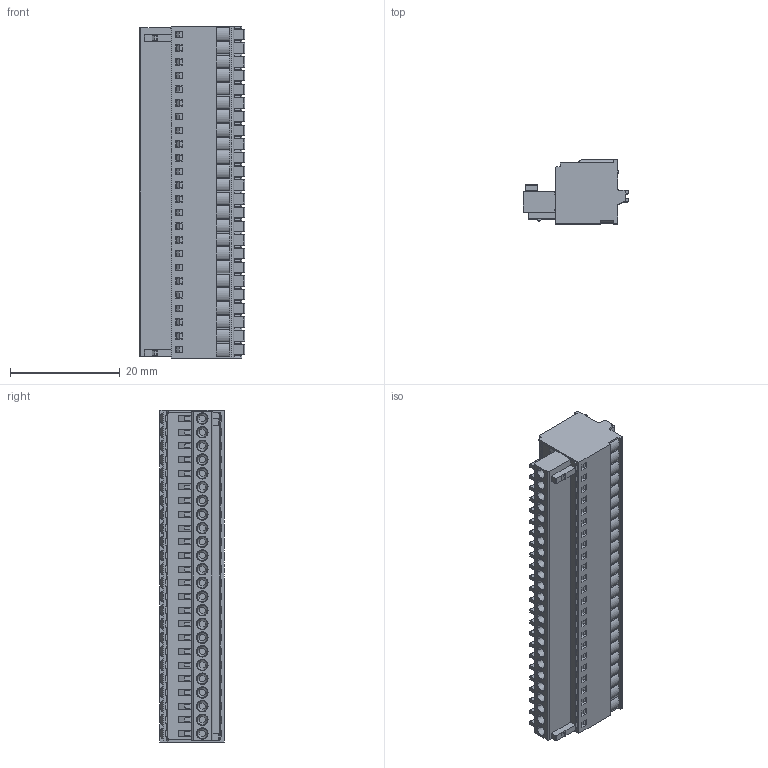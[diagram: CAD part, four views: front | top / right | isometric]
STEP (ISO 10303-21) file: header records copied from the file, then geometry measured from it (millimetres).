
FILE_DESCRIPTION((''),'2;1');
FILE_NAME('TLPS-006-03P','2024-09-14T',('sheji'),(''),'PRO/ENGINEER BY PARAMETRIC TECHNOLOGY CORPORATION, 2015240','PRO/ENGINEER BY PARAMETRIC TECHNOLOGY CORPORATION, 2015240','');
FILE_SCHEMA(('CONFIG_CONTROL_DESIGN'));
Products named in the file (1): TLPS-006-03P
Bounding box: 19.2 x 11.75 x 60.6 mm (x, y, z)
Volume: 8492.3 mm3; surface area: 6610.4 mm2
Topology: 1 solids, 24 shells, 2604 faces, 7018 edges, 4630 vertices
Faces by surface type: plane 1844, cylinder 568, cone 120, torus 48, sphere 24
Entity records: 82446 total; most frequent: CARTESIAN_POINT 15884, ORIENTED_EDGE 14036, DIRECTION 13534, EDGE_CURVE 7018, VECTOR 5422, LINE 5422, VERTEX_POINT 4630, AXIS2_PLACEMENT_3D 4056
